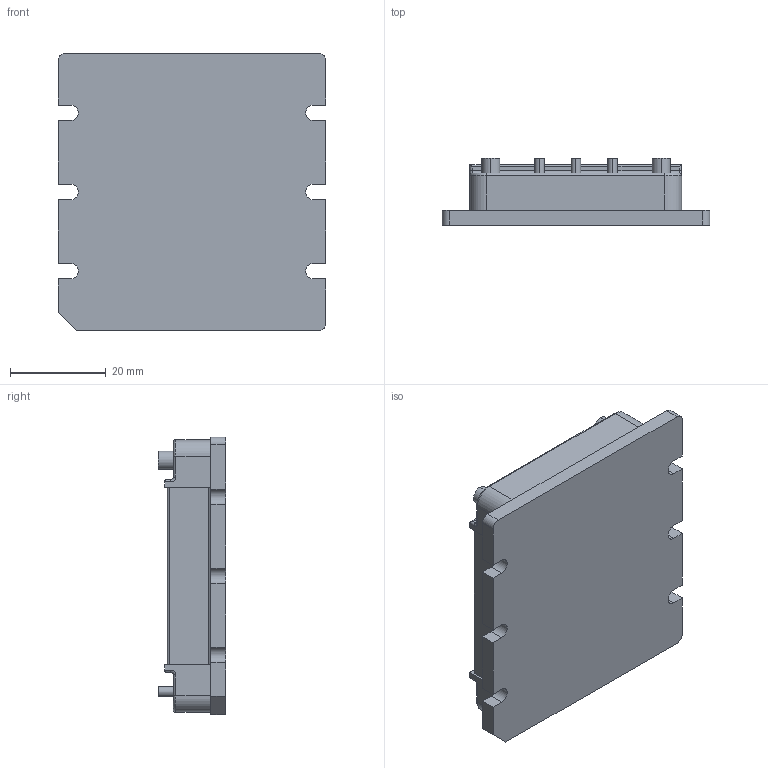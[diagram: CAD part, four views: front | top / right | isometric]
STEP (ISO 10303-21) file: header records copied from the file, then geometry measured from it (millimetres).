
FILE_DESCRIPTION (( 'STEP AP214' ), '1' );
FILE_NAME ('User Library-VICOR mini DC-DC converter.STEP', '2017-07-22T15:32:49', ( 'Windows User' ), ( '' ), 'SwSTEP 2.0', 'SolidWorks 2017', '' );
FILE_SCHEMA (( 'AUTOMOTIVE_DESIGN' ));
Length unit declared in the file: millimetre
Products named in the file (1): User Library-VICOR mini DC-DC converter
Bounding box: 55.88 x 14 x 57.91 mm (x, y, z)
Volume: 31461 mm3; surface area: 9209.4 mm2
Topology: 1 solids, 1 shells, 140 faces, 330 edges, 212 vertices
Faces by surface type: cylinder 67, plane 65, torus 8
Entity records: 5368 total; most frequent: DIRECTION 742, CARTESIAN_POINT 695, ORIENTED_EDGE 660, EDGE_CURVE 330, AXIS2_PLACEMENT_3D 275, VERTEX_POINT 212, VECTOR 192, LINE 192
